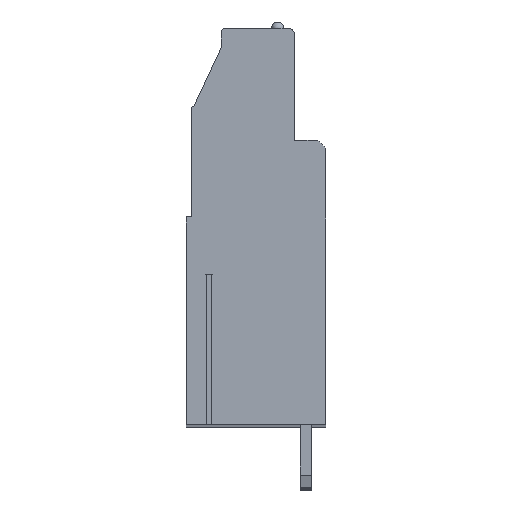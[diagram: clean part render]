
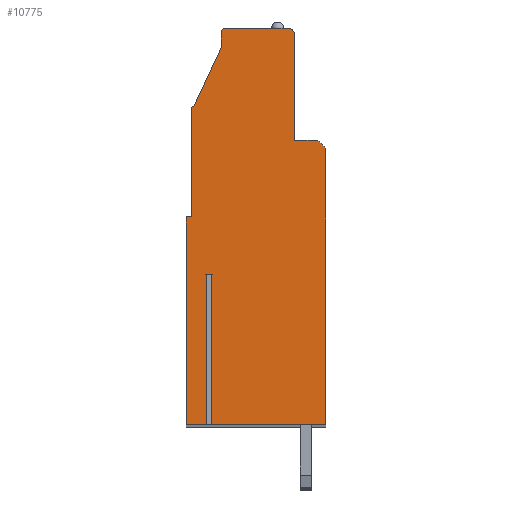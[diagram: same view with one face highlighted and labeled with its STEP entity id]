
A CAD part, top view. The second image highlights one B-rep face of the part: STEP entity #10775.
In plain terms, the highlighted planar face has unit normal (0, 0, 1).
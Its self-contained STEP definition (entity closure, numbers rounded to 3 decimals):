
#28=DIRECTION('',(-1.,0.,0.));
#29=VECTOR('',#28,0.38);
#30=CARTESIAN_POINT('',(-3.56,-3.8,109.22));
#31=LINE('',#30,#29);
#32=DIRECTION('',(0.,1.,0.));
#33=VECTOR('',#32,11.95);
#34=CARTESIAN_POINT('',(-3.94,-15.75,109.22));
#35=LINE('',#34,#33);
#36=DIRECTION('',(1.,0.,0.));
#37=VECTOR('',#36,1.61);
#38=CARTESIAN_POINT('',(-5.55,-15.75,109.22));
#39=LINE('',#38,#37);
#40=DIRECTION('',(0.,-1.,0.));
#41=VECTOR('',#40,16.5);
#42=CARTESIAN_POINT('',(-5.55,0.75,109.22));
#43=LINE('',#42,#41);
#44=DIRECTION('',(-1.,0.,0.));
#45=VECTOR('',#44,0.4);
#46=CARTESIAN_POINT('',(-5.15,0.75,109.22));
#47=LINE('',#46,#45);
#48=DIRECTION('',(0.,-1.,0.));
#49=VECTOR('',#48,8.6);
#50=CARTESIAN_POINT('',(-5.15,9.35,109.22));
#51=LINE('',#50,#49);
#52=CARTESIAN_POINT('',(-4.95,9.35,109.22));
#53=DIRECTION('',(0.,0.,1.));
#54=DIRECTION('',(0.,1.,0.));
#55=AXIS2_PLACEMENT_3D('',#52,#53,#54);
#57=DIRECTION('',(-0.424,-0.906,0.));
#58=VECTOR('',#57,5.189);
#59=CARTESIAN_POINT('',(-2.75,14.25,109.22));
#60=LINE('',#59,#58);
#61=DIRECTION('',(0.,-1.,0.));
#62=VECTOR('',#61,1.2);
#63=CARTESIAN_POINT('',(-2.75,15.45,109.22));
#64=LINE('',#63,#62);
#65=CARTESIAN_POINT('',(-2.45,15.45,109.22));
#66=DIRECTION('',(0.,0.,1.));
#67=DIRECTION('',(0.,1.,0.));
#68=AXIS2_PLACEMENT_3D('',#65,#66,#67);
#70=DIRECTION('',(-1.,0.,0.));
#71=VECTOR('',#70,5.);
#72=CARTESIAN_POINT('',(2.55,15.75,109.22));
#73=LINE('',#72,#71);
#74=CARTESIAN_POINT('',(2.55,15.25,109.22));
#75=DIRECTION('',(0.,0.,1.));
#76=DIRECTION('',(1.,0.,0.));
#77=AXIS2_PLACEMENT_3D('',#74,#75,#76);
#79=DIRECTION('',(0.,1.,0.));
#80=VECTOR('',#79,8.4);
#81=CARTESIAN_POINT('',(3.05,6.85,109.22));
#82=LINE('',#81,#80);
#83=DIRECTION('',(-1.,0.,0.));
#84=VECTOR('',#83,1.5);
#85=CARTESIAN_POINT('',(4.55,6.85,109.22));
#86=LINE('',#85,#84);
#87=CARTESIAN_POINT('',(4.55,5.85,109.22));
#88=DIRECTION('',(0.,0.,1.));
#89=DIRECTION('',(1.,0.,0.));
#90=AXIS2_PLACEMENT_3D('',#87,#88,#89);
#92=DIRECTION('',(0.,1.,0.));
#93=VECTOR('',#92,21.6);
#94=CARTESIAN_POINT('',(5.55,-15.75,109.22));
#95=LINE('',#94,#93);
#96=DIRECTION('',(1.,0.,0.));
#97=VECTOR('',#96,9.11);
#98=CARTESIAN_POINT('',(-3.56,-15.75,109.22));
#99=LINE('',#98,#97);
#100=DIRECTION('',(0.,1.,0.));
#101=VECTOR('',#100,11.95);
#102=CARTESIAN_POINT('',(-3.56,-15.75,109.22));
#103=LINE('',#102,#101);
#8288=CARTESIAN_POINT('',(5.55,-15.75,109.22));
#8289=CARTESIAN_POINT('',(5.55,5.85,109.22));
#8290=VERTEX_POINT('',#8288);
#8291=VERTEX_POINT('',#8289);
#8292=CARTESIAN_POINT('',(4.55,6.85,109.22));
#8293=VERTEX_POINT('',#8292);
#8294=CARTESIAN_POINT('',(3.05,6.85,109.22));
#8295=VERTEX_POINT('',#8294);
#8296=CARTESIAN_POINT('',(3.05,15.25,109.22));
#8297=VERTEX_POINT('',#8296);
#8298=CARTESIAN_POINT('',(2.55,15.75,109.22));
#8299=VERTEX_POINT('',#8298);
#8300=CARTESIAN_POINT('',(-2.45,15.75,109.22));
#8301=VERTEX_POINT('',#8300);
#8302=CARTESIAN_POINT('',(-2.75,15.45,109.22));
#8303=VERTEX_POINT('',#8302);
#8304=CARTESIAN_POINT('',(-2.75,14.25,109.22));
#8305=VERTEX_POINT('',#8304);
#8306=CARTESIAN_POINT('',(-4.95,9.55,109.22));
#8307=VERTEX_POINT('',#8306);
#8308=CARTESIAN_POINT('',(-5.55,0.75,109.22));
#8309=CARTESIAN_POINT('',(-5.55,-15.75,109.22));
#8310=VERTEX_POINT('',#8308);
#8311=VERTEX_POINT('',#8309);
#8356=CARTESIAN_POINT('',(-3.56,-3.8,109.22));
#8357=CARTESIAN_POINT('',(-3.94,-3.8,109.22));
#8358=VERTEX_POINT('',#8356);
#8359=VERTEX_POINT('',#8357);
#8360=CARTESIAN_POINT('',(-3.56,-15.75,109.22));
#8361=VERTEX_POINT('',#8360);
#8362=CARTESIAN_POINT('',(-3.94,-15.75,109.22));
#8363=VERTEX_POINT('',#8362);
#8372=CARTESIAN_POINT('',(-5.15,9.35,109.22));
#8373=VERTEX_POINT('',#8372);
#8374=CARTESIAN_POINT('',(-5.15,0.75,109.22));
#8375=VERTEX_POINT('',#8374);
#10732=CARTESIAN_POINT('',(0.,0.,109.22));
#10733=DIRECTION('',(0.,0.,1.));
#10734=DIRECTION('',(1.,0.,0.));
#10735=AXIS2_PLACEMENT_3D('',#10732,#10733,#10734);
#10736=PLANE('',#10735);
#10738=ORIENTED_EDGE('',*,*,#10737,.T.);
#10740=ORIENTED_EDGE('',*,*,#10739,.F.);
#10742=ORIENTED_EDGE('',*,*,#10741,.F.);
#10744=ORIENTED_EDGE('',*,*,#10743,.F.);
#10746=ORIENTED_EDGE('',*,*,#10745,.F.);
#10748=ORIENTED_EDGE('',*,*,#10747,.F.);
#10750=ORIENTED_EDGE('',*,*,#10749,.F.);
#10752=ORIENTED_EDGE('',*,*,#10751,.F.);
#10754=ORIENTED_EDGE('',*,*,#10753,.F.);
#10756=ORIENTED_EDGE('',*,*,#10755,.F.);
#10758=ORIENTED_EDGE('',*,*,#10757,.F.);
#10760=ORIENTED_EDGE('',*,*,#10759,.F.);
#10762=ORIENTED_EDGE('',*,*,#10761,.F.);
#10764=ORIENTED_EDGE('',*,*,#10763,.F.);
#10766=ORIENTED_EDGE('',*,*,#10765,.F.);
#10768=ORIENTED_EDGE('',*,*,#10767,.F.);
#10770=ORIENTED_EDGE('',*,*,#10769,.F.);
#10772=ORIENTED_EDGE('',*,*,#10771,.T.);
#10773=EDGE_LOOP('',(#10738,#10740,#10742,#10744,#10746,#10748,#10750,#10752,
#10754,#10756,#10758,#10760,#10762,#10764,#10766,#10768,#10770,#10772));
#10774=FACE_OUTER_BOUND('',#10773,.F.);
#56=CIRCLE('',#55,0.2);
#69=CIRCLE('',#68,0.3);
#78=CIRCLE('',#77,0.5);
#91=CIRCLE('',#90,1.);
#10737=EDGE_CURVE('',#8358,#8359,#31,.T.);
#10739=EDGE_CURVE('',#8363,#8359,#35,.T.);
#10741=EDGE_CURVE('',#8311,#8363,#39,.T.);
#10743=EDGE_CURVE('',#8310,#8311,#43,.T.);
#10745=EDGE_CURVE('',#8375,#8310,#47,.T.);
#10747=EDGE_CURVE('',#8373,#8375,#51,.T.);
#10749=EDGE_CURVE('',#8307,#8373,#56,.T.);
#10751=EDGE_CURVE('',#8305,#8307,#60,.T.);
#10753=EDGE_CURVE('',#8303,#8305,#64,.T.);
#10755=EDGE_CURVE('',#8301,#8303,#69,.T.);
#10757=EDGE_CURVE('',#8299,#8301,#73,.T.);
#10759=EDGE_CURVE('',#8297,#8299,#78,.T.);
#10761=EDGE_CURVE('',#8295,#8297,#82,.T.);
#10763=EDGE_CURVE('',#8293,#8295,#86,.T.);
#10765=EDGE_CURVE('',#8291,#8293,#91,.T.);
#10767=EDGE_CURVE('',#8290,#8291,#95,.T.);
#10769=EDGE_CURVE('',#8361,#8290,#99,.T.);
#10771=EDGE_CURVE('',#8361,#8358,#103,.T.);
#10775=ADVANCED_FACE('',(#10774),#10736,.T.);
